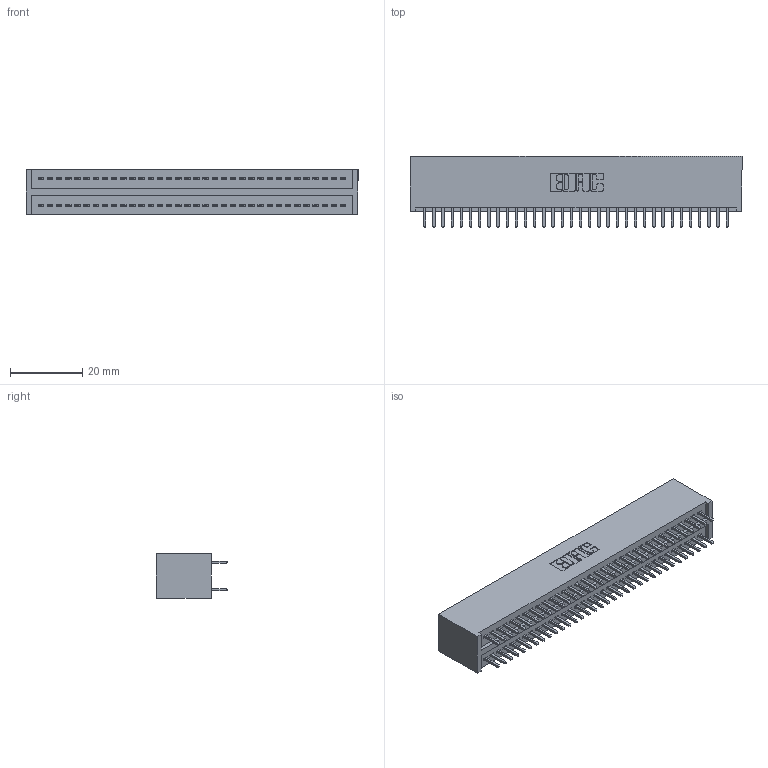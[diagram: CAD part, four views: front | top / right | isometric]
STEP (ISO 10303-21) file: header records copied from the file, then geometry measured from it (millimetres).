
FILE_DESCRIPTION (( 'STEP AP203' ), '1' );
FILE_NAME ('325-068-520-201.STEP', '2020-02-25T03:30:31', ( '' ), ( '' ), 'SwSTEP 2.0', 'SolidWorks 2016', '' );
FILE_SCHEMA (( 'CONFIG_CONTROL_DESIGN' ));
Length unit declared in the file: inch
Products named in the file (3): 325-068-520-201; 325-292-001_325-293-120; 325 Part_Lugless
Assembly tree (69 placements, depth 2):
  325-068-520-201
    325 Part_Lugless
    325-292-001_325-293-120  x68
Bounding box: 92 x 19.68 x 12.45 mm (x, y, z)
Volume: 12400.8 mm3; surface area: 15343.5 mm2
Topology: 69 solids, 69 shells, 3642 faces, 10827 edges, 7126 vertices
Faces by surface type: plane 2514, cylinder 1128
Entity records: 22649 total; most frequent: CARTESIAN_POINT 3762, ORIENTED_EDGE 3698, DIRECTION 3221, EDGE_CURVE 1849, LINE 1729, VECTOR 1729, VERTEX_POINT 1230, AXIS2_PLACEMENT_3D 746
